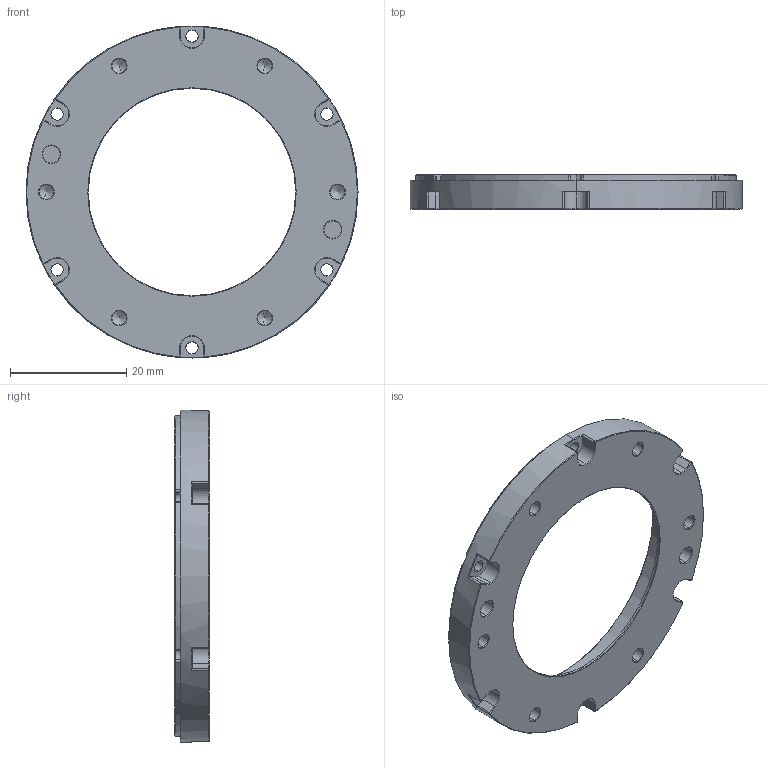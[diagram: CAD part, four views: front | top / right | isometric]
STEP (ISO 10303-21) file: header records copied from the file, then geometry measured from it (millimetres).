
FILE_DESCRIPTION (( 'STEP AP214' ), '1' );
FILE_NAME ('4310 熬厒萇儂狟裔 Ver.B20231229.STEP', '2023-12-28T23:57:09', ( '' ), ( '' ), 'SwSTEP 2.0', 'SolidWorks 2021', '' );
FILE_SCHEMA (( 'AUTOMOTIVE_DESIGN' ));
Length unit declared in the file: millimetre
Products named in the file (1): 4310 熬厒萇儂狟裔 Ver.B20231229
Bounding box: 57 x 6 x 57 mm (x, y, z)
Volume: 5803.6 mm3; surface area: 5436.2 mm2
Topology: 1 solids, 1 shells, 221 faces, 559 edges, 333 vertices
Faces by surface type: cone 101, cylinder 83, plane 37
Entity records: 6796 total; most frequent: DIRECTION 1260, CARTESIAN_POINT 1168, ORIENTED_EDGE 1094, EDGE_CURVE 547, AXIS2_PLACEMENT_3D 505, VERTEX_POINT 333, CIRCLE 283, VECTOR 250
